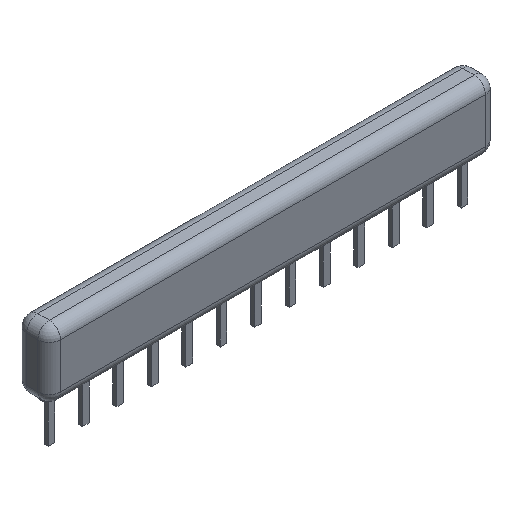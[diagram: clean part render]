
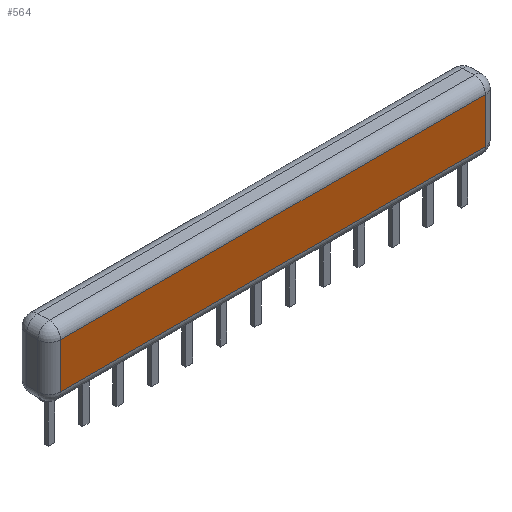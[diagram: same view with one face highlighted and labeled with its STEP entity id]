
A CAD part, isometric view. The second image highlights one B-rep face of the part: STEP entity #564.
In plain terms, the highlighted planar face has unit normal (0, -1, 0).
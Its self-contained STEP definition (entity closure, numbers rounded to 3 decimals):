
#35 = VERTEX_POINT('',#36);
#36 = CARTESIAN_POINT('',(-0.437,-1.25,1.133));
#43 = EDGE_CURVE('',#35,#44,#46,.T.);
#44 = VERTEX_POINT('',#45);
#45 = CARTESIAN_POINT('',(30.917,-1.25,1.133));
#46 = LINE('',#47,#48);
#47 = CARTESIAN_POINT('',(-1.27,-1.25,1.133));
#48 = VECTOR('',#49,1.);
#49 = DIRECTION('',(1.,0.,0.));
#564 = ADVANCED_FACE('',(#565),#590,.F.);
#565 = FACE_BOUND('',#566,.F.);
#566 = EDGE_LOOP('',(#567,#575,#583,#589));
#567 = ORIENTED_EDGE('',*,*,#568,.F.);
#568 = EDGE_CURVE('',#569,#35,#571,.T.);
#569 = VERTEX_POINT('',#570);
#570 = CARTESIAN_POINT('',(-0.437,-1.25,4.467));
#571 = LINE('',#572,#573);
#572 = CARTESIAN_POINT('',(-0.437,-1.25,5.3));
#573 = VECTOR('',#574,1.);
#574 = DIRECTION('',(0.,0.,-1.));
#575 = ORIENTED_EDGE('',*,*,#576,.T.);
#576 = EDGE_CURVE('',#569,#577,#579,.T.);
#577 = VERTEX_POINT('',#578);
#578 = CARTESIAN_POINT('',(30.917,-1.25,4.467));
#579 = LINE('',#580,#581);
#580 = CARTESIAN_POINT('',(-1.27,-1.25,4.467));
#581 = VECTOR('',#582,1.);
#582 = DIRECTION('',(1.,0.,0.));
#583 = ORIENTED_EDGE('',*,*,#584,.T.);
#584 = EDGE_CURVE('',#577,#44,#585,.T.);
#585 = LINE('',#586,#587);
#586 = CARTESIAN_POINT('',(30.917,-1.25,5.3));
#587 = VECTOR('',#588,1.);
#588 = DIRECTION('',(0.,0.,-1.));
#589 = ORIENTED_EDGE('',*,*,#43,.F.);
#590 = PLANE('',#591);
#591 = AXIS2_PLACEMENT_3D('',#592,#593,#594);
#592 = CARTESIAN_POINT('',(-1.27,-1.25,5.3));
#593 = DIRECTION('',(0.,1.,0.));
#594 = DIRECTION('',(0.,0.,-1.));
